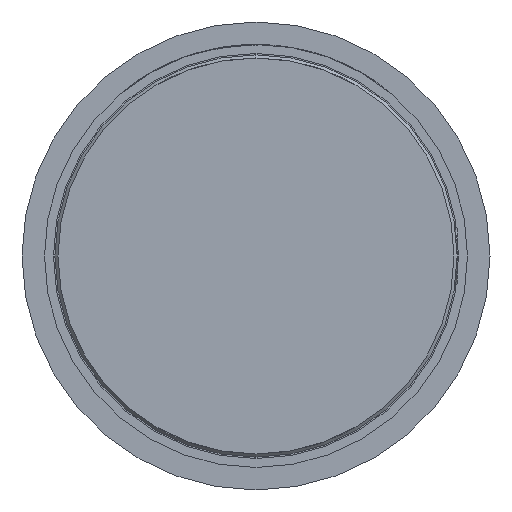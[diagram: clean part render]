
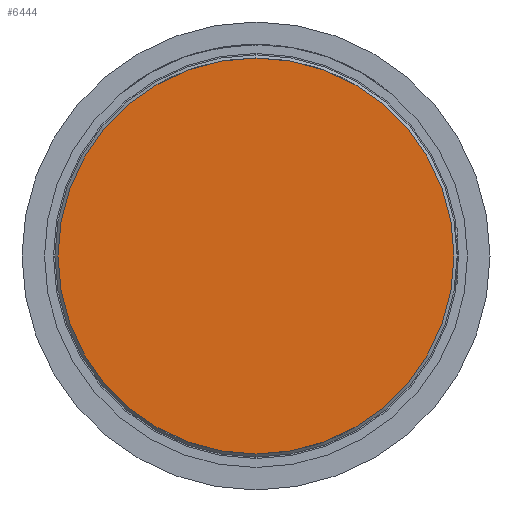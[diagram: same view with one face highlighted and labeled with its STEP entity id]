
A CAD part, front view. The second image highlights one B-rep face of the part: STEP entity #6444.
In plain terms, the highlighted planar face has unit normal (0, -1, 0).
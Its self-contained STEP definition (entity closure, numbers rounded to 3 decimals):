
#252 = AXIS2_PLACEMENT_3D ( 'NONE', #3953, #1465, #962 ) ;
#962 = DIRECTION ( 'NONE',  ( 1., 0., 0. ) ) ;
#1465 = DIRECTION ( 'NONE',  ( 0., 1., 0. ) ) ;
#1545 = DIRECTION ( 'NONE',  ( -1., 0., 0. ) ) ;
#1927 = AXIS2_PLACEMENT_3D ( 'NONE', #6454, #3443, #1545 ) ;
#1931 = CARTESIAN_POINT ( 'NONE',  ( 0., 0., 0. ) ) ;
#2069 = CIRCLE ( 'NONE', #1927, 2.2 ) ;
#2192 = CARTESIAN_POINT ( 'NONE',  ( -2.2, 0., 0. ) ) ;
#2452 = PLANE ( 'NONE',  #252 ) ;
#2907 = DIRECTION ( 'NONE',  ( -1., 0., 0. ) ) ;
#3305 = FACE_OUTER_BOUND ( 'NONE', #6349, .T. ) ;
#3443 = DIRECTION ( 'NONE',  ( 0., -1., 0. ) ) ;
#3953 = CARTESIAN_POINT ( 'NONE',  ( 0., 0., -1.9 ) ) ;
#4005 = VERTEX_POINT ( 'NONE', #2192 ) ;
#4201 = EDGE_CURVE ( 'Defeature ausgef�hrt1_7+Defeature ausgef�hrt1_14+Defeature ausgef�hrt1_14+Defeature ausgef�hrt1_14', #4005, #6425, #6227, .T. ) ;
#4936 = CARTESIAN_POINT ( 'NONE',  ( 2.2, 0., 0. ) ) ;
#5002 = ORIENTED_EDGE ( 'NONE', *, *, #6418, .T. ) ;
#5551 = ORIENTED_EDGE ( 'NONE', *, *, #4201, .T. ) ;
#6227 = CIRCLE ( 'NONE', #6310, 2.2 ) ;
#6310 = AXIS2_PLACEMENT_3D ( 'NONE', #1931, #6348, #2907 ) ;
#6348 = DIRECTION ( 'NONE',  ( 0., -1., 0. ) ) ;
#6349 = EDGE_LOOP ( 'NONE', ( #5551, #5002 ) ) ;
#6418 = EDGE_CURVE ( 'Defeature ausgef�hrt1_7+Defeature ausgef�hrt1_14+Defeature ausgef�hrt1_14+Defeature ausgef�hrt1_14', #6425, #4005, #2069, .T. ) ;
#6425 = VERTEX_POINT ( 'NONE', #4936 ) ;
#6444 = ADVANCED_FACE ( 'Defeature ausgef�hrt1_7', ( #3305 ), #2452, .F. ) ;
#6454 = CARTESIAN_POINT ( 'NONE',  ( 0., 0., 0. ) ) ;
